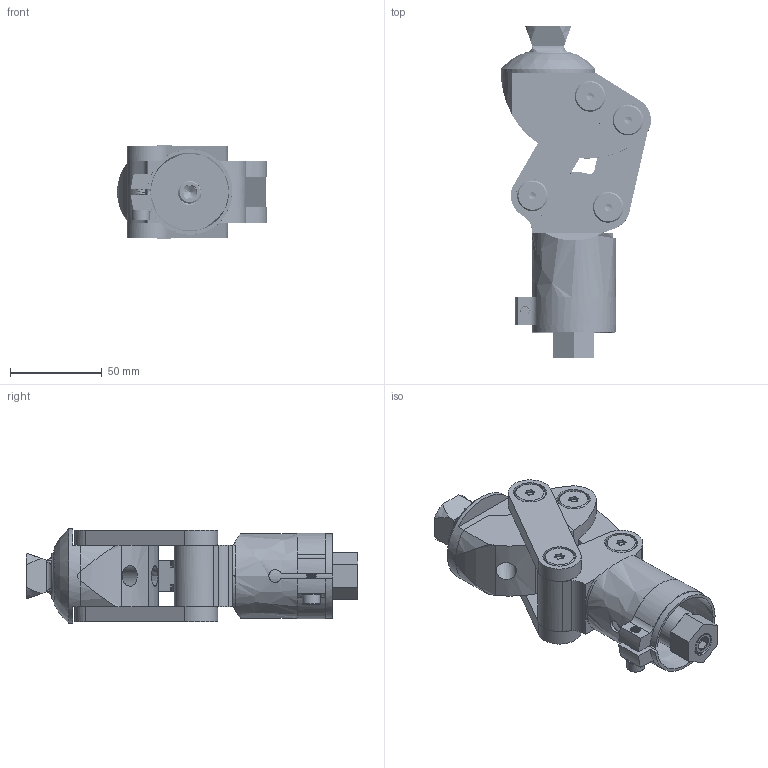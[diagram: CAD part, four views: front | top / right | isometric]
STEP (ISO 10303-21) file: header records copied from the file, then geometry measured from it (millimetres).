
FILE_DESCRIPTION(('FreeCAD Model'),'2;1');
FILE_NAME('Open CASCADE Shape Model','2025-04-29T13:41:23',('FreeCAD'),( 'FreeCAD'),'Open CASCADE STEP processor 7.6','FreeCAD','Unknown');
FILE_SCHEMA(('AUTOMOTIVE_DESIGN { 1 0 10303 214 1 1 1 1 }'));
Products named in the file (1): Open CASCADE STEP translator 7.6 1
Bounding box: 81.65 x 180.89 x 51.35 mm (x, y, z)
Volume: 247465.8 mm3; surface area: 110191.4 mm2
Topology: 28 solids, 28 shells, 1123 faces, 2927 edges, 1890 vertices
Faces by surface type: bspline 1123
Entity records: 81916 total; most frequent: CARTESIAN_POINT 64988, ORIENTED_EDGE 5812, EDGE_CURVE 2906, B_SPLINE_CURVE_WITH_KNOTS 2270, VERTEX_POINT 1884, FACE_BOUND 1218, EDGE_LOOP 1218, ADVANCED_FACE 1123
